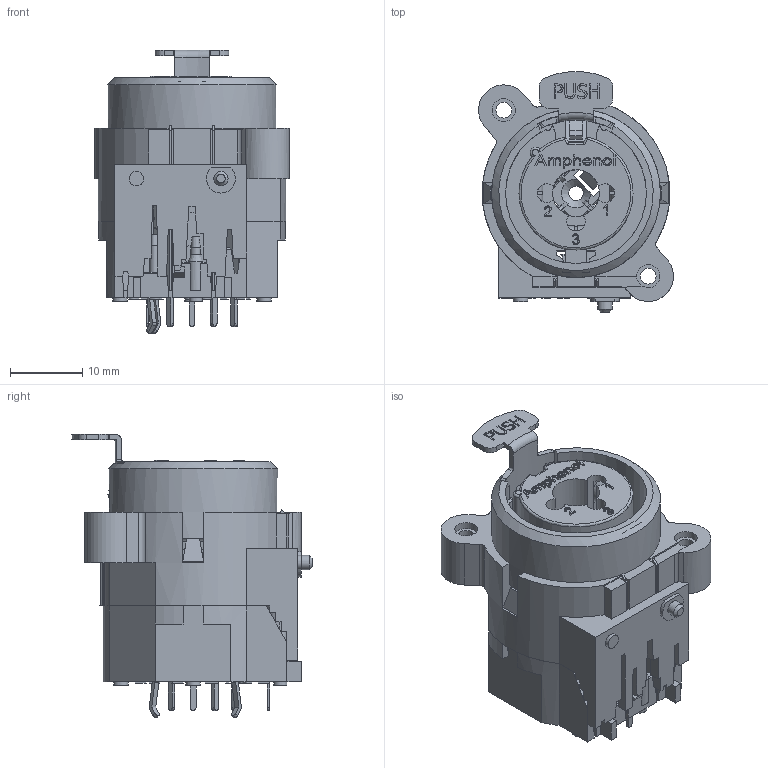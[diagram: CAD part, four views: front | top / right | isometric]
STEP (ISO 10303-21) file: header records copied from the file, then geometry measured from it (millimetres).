
FILE_DESCRIPTION(/* description */ (''),/* implementation_level */ '2;1');
FILE_NAME(/* name */ 'ACJC9V.stp',/* time_stamp */ '2019-07-08T12:59:38+10:00',/* author */ ('minh'),/* organization */ (''),/* preprocessor_version */ 'ST-DEVELOPER v16.1',/* originating_system */ 'Autodesk Inventor 2016',/* authorisation */ '');
FILE_SCHEMA (('AUTOMOTIVE_DESIGN { 1 0 10303 214 3 1 1 }'));
Length unit declared in the file: inch
Products named in the file (1): ACJC9V_Shrinkwrap_1
Bounding box: 27 x 33.31 x 39.3 mm (x, y, z)
Surface area: 10684.3 mm2 (no closed solid volume)
Topology: 0 solids, 42 shells, 806 faces, 4067 edges, 3159 vertices
Faces by surface type: plane 554, cylinder 144, bspline 93, cone 10, torus 5
Full cylindrical faces by diameter (mm): 1 x4, 1.35 x2, 1.8 x1, 1.9 x1, 2 x6, 2.2 x2, 3.2 x4, 6.5 x1, 23.4 x1
Entity records: 41586 total; most frequent: CARTESIAN_POINT 10231, ORIENTED_EDGE 5749, DIRECTION 5674, EDGE_CURVE 4024, VERTEX_POINT 3148, LINE 2950, VECTOR 2950, AXIS2_PLACEMENT_3D 1362
